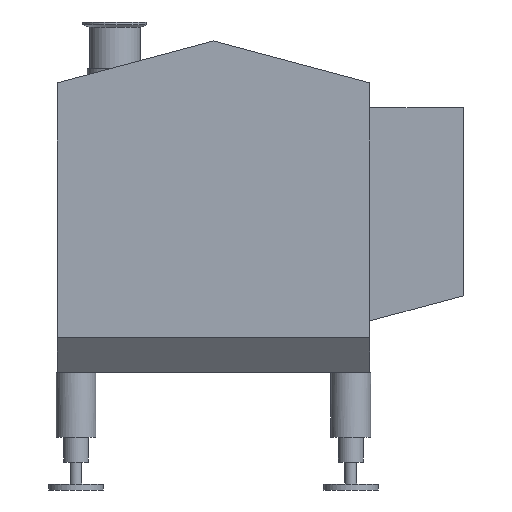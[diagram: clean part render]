
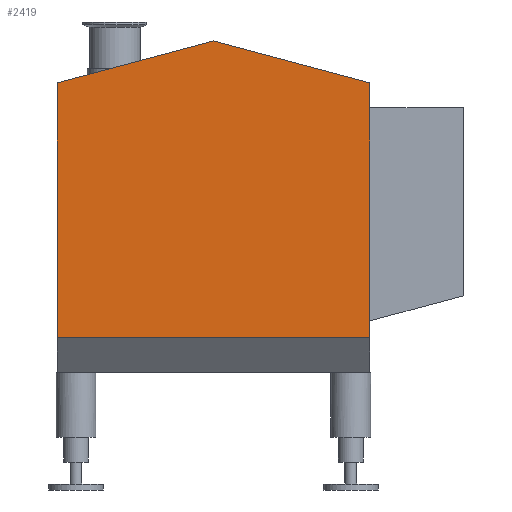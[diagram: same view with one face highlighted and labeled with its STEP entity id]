
A CAD part, left-side view. The second image highlights one B-rep face of the part: STEP entity #2419.
In plain terms, the highlighted planar face has unit normal (-1, 0, 0).
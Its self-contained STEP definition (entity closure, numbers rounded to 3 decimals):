
#247=FACE_OUTER_BOUND('',#405,.T.);
#405=EDGE_LOOP('',(#1661,#1662,#1663,#1664,#1665));
#565=LINE('',#3643,#782);
#575=LINE('',#3679,#792);
#598=LINE('',#3726,#815);
#599=LINE('',#3729,#816);
#601=LINE('',#3732,#818);
#782=VECTOR('',#2869,10.);
#792=VECTOR('',#2899,10.);
#815=VECTOR('',#2942,10.);
#816=VECTOR('',#2945,10.);
#818=VECTOR('',#2949,10.);
#998=VERTEX_POINT('',#3639);
#1000=VERTEX_POINT('',#3642);
#1016=VERTEX_POINT('',#3678);
#1030=VERTEX_POINT('',#3724);
#1031=VERTEX_POINT('',#3728);
#1228=EDGE_CURVE('',#1000,#998,#565,.T.);
#1246=EDGE_CURVE('',#1000,#1016,#575,.T.);
#1271=EDGE_CURVE('',#1030,#998,#598,.T.);
#1272=EDGE_CURVE('',#1016,#1031,#599,.T.);
#1274=EDGE_CURVE('',#1031,#1030,#601,.T.);
#1661=ORIENTED_EDGE('',*,*,#1228,.T.);
#1662=ORIENTED_EDGE('',*,*,#1271,.F.);
#1663=ORIENTED_EDGE('',*,*,#1274,.F.);
#1664=ORIENTED_EDGE('',*,*,#1272,.F.);
#1665=ORIENTED_EDGE('',*,*,#1246,.F.);
#2311=PLANE('',#2610);
#2419=ADVANCED_FACE('',(#247),#2311,.F.);
#2610=AXIS2_PLACEMENT_3D('',#3733,#2950,#2951);
#2869=DIRECTION('',(0.,-1.,0.));
#2899=DIRECTION('',(0.,0.,1.));
#2942=DIRECTION('',(0.,0.,-1.));
#2945=DIRECTION('',(0.,-0.966,0.259));
#2949=DIRECTION('',(0.,-0.966,-0.259));
#2950=DIRECTION('center_axis',(1.,0.,0.));
#2951=DIRECTION('ref_axis',(0.,0.,-1.));
#3639=CARTESIAN_POINT('',(-440.,-157.,-137.));
#3642=CARTESIAN_POINT('',(-440.,157.,-137.));
#3643=CARTESIAN_POINT('',(-440.,0.,-137.));
#3678=CARTESIAN_POINT('',(-440.,157.,118.932));
#3679=CARTESIAN_POINT('',(-440.,157.,-172.));
#3724=CARTESIAN_POINT('',(-440.,-157.,118.932));
#3726=CARTESIAN_POINT('',(-440.,-157.,118.932));
#3728=CARTESIAN_POINT('',(-440.,0.,161.));
#3729=CARTESIAN_POINT('',(-440.,157.,118.932));
#3732=CARTESIAN_POINT('',(-440.,0.,161.));
#3733=CARTESIAN_POINT('Origin',(-440.,0.,-19.614));
